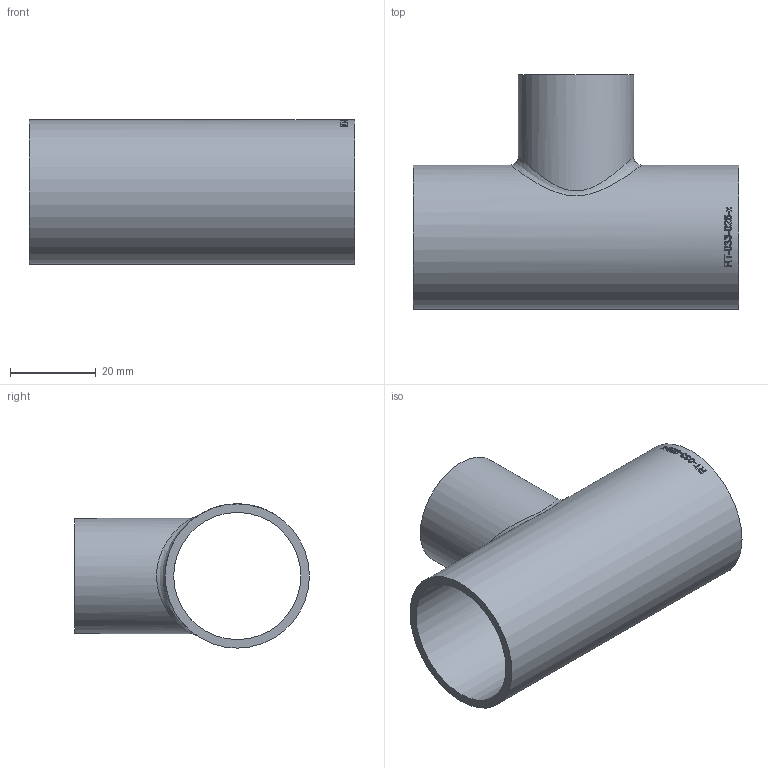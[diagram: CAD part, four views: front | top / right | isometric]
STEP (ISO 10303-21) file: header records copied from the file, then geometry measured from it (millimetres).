
FILE_DESCRIPTION (( 'STEP AP214' ), '1' );
FILE_NAME ('RT-033-026-x T-Stück Ø33,7x2,0-Ø26,9x2,0 BL76 1910.STEP', '2019-10-23T09:38:21', ( '' ), ( '' ), 'SwSTEP 2.0', 'SolidWorks 2016', '' );
FILE_SCHEMA (( 'AUTOMOTIVE_DESIGN' ));
Length unit declared in the file: millimetre
Products named in the file (1): RT-033-026-x T-Stück Ø33,7x2,0-Ø26,9x2,0 BL76 1910
Bounding box: 76 x 54.85 x 33.7 mm (x, y, z)
Volume: 17973.4 mm3; surface area: 18456.4 mm2
Topology: 1 solids, 1 shells, 164 faces, 436 edges, 290 vertices
Faces by surface type: bspline 103, plane 39, cylinder 22
Full cylindrical faces by diameter (mm): 22.9 x1, 26.9 x1, 29.7 x1, 33.7 x1
Entity records: 15986 total; most frequent: CARTESIAN_POINT 11199, ORIENTED_EDGE 842, EDGE_CURVE 421, B_SPLINE_CURVE_WITH_KNOTS 315, VERTEX_POINT 284, DIRECTION 276, EDGE_LOOP 189, FACE_OUTER_BOUND 168
